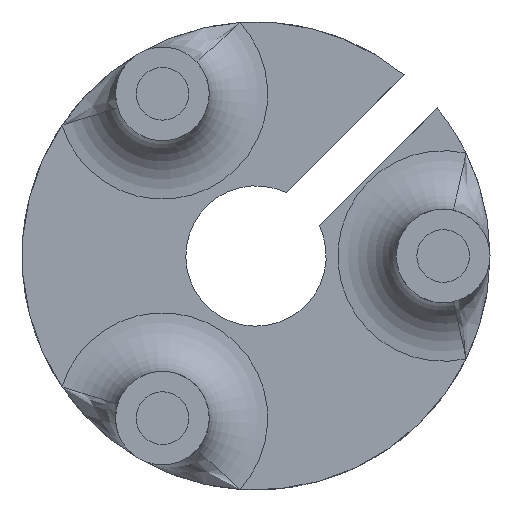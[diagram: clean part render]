
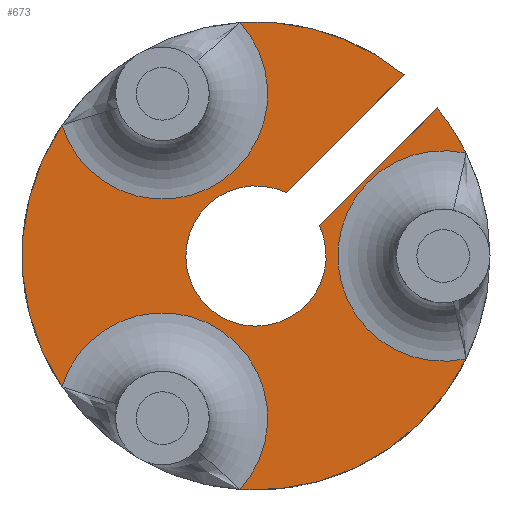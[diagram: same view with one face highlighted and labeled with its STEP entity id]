
A CAD part, front view. The second image highlights one B-rep face of the part: STEP entity #673.
In plain terms, the highlighted planar face has unit normal (0, -1, 0).
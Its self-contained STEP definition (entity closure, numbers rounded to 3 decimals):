
#37=CIRCLE('',#738,6.);
#39=CIRCLE('',#741,20.);
#40=CIRCLE('',#742,9.);
#41=CIRCLE('',#743,20.);
#42=CIRCLE('',#744,9.);
#43=CIRCLE('',#745,20.);
#44=CIRCLE('',#746,9.);
#45=CIRCLE('',#747,20.);
#127=FACE_OUTER_BOUND('',#170,.T.);
#170=EDGE_LOOP('',(#468,#469,#470,#471,#472,#473,#474,#475,#476,#477));
#213=LINE('',#1078,#245);
#223=LINE('',#1098,#255);
#245=VECTOR('',#839,10.);
#255=VECTOR('',#851,10.);
#276=VERTEX_POINT('',#1074);
#278=VERTEX_POINT('',#1077);
#283=VERTEX_POINT('',#1088);
#287=VERTEX_POINT('',#1096);
#290=VERTEX_POINT('',#1109);
#291=VERTEX_POINT('',#1111);
#292=VERTEX_POINT('',#1113);
#293=VERTEX_POINT('',#1115);
#294=VERTEX_POINT('',#1117);
#295=VERTEX_POINT('',#1119);
#344=EDGE_CURVE('',#278,#276,#213,.T.);
#354=EDGE_CURVE('',#283,#287,#223,.T.);
#358=EDGE_CURVE('',#276,#283,#37,.T.);
#360=EDGE_CURVE('',#287,#290,#39,.T.);
#361=EDGE_CURVE('',#291,#290,#40,.T.);
#362=EDGE_CURVE('',#291,#292,#41,.T.);
#363=EDGE_CURVE('',#293,#292,#42,.T.);
#364=EDGE_CURVE('',#293,#294,#43,.T.);
#365=EDGE_CURVE('',#295,#294,#44,.T.);
#366=EDGE_CURVE('',#295,#278,#45,.T.);
#468=ORIENTED_EDGE('',*,*,#354,.T.);
#469=ORIENTED_EDGE('',*,*,#360,.T.);
#470=ORIENTED_EDGE('',*,*,#361,.F.);
#471=ORIENTED_EDGE('',*,*,#362,.T.);
#472=ORIENTED_EDGE('',*,*,#363,.F.);
#473=ORIENTED_EDGE('',*,*,#364,.T.);
#474=ORIENTED_EDGE('',*,*,#365,.F.);
#475=ORIENTED_EDGE('',*,*,#366,.T.);
#476=ORIENTED_EDGE('',*,*,#344,.T.);
#477=ORIENTED_EDGE('',*,*,#358,.T.);
#660=PLANE('',#740);
#673=ADVANCED_FACE('',(#127),#660,.T.);
#738=AXIS2_PLACEMENT_3D('',#1106,#861,#862);
#740=AXIS2_PLACEMENT_3D('',#1108,#865,#866);
#741=AXIS2_PLACEMENT_3D('',#1110,#867,#868);
#742=AXIS2_PLACEMENT_3D('',#1112,#869,#870);
#743=AXIS2_PLACEMENT_3D('',#1114,#871,#872);
#744=AXIS2_PLACEMENT_3D('',#1116,#873,#874);
#745=AXIS2_PLACEMENT_3D('',#1118,#875,#876);
#746=AXIS2_PLACEMENT_3D('',#1120,#877,#878);
#747=AXIS2_PLACEMENT_3D('',#1121,#879,#880);
#839=DIRECTION('',(-0.707,0.,-0.707));
#851=DIRECTION('',(0.707,0.,0.707));
#861=DIRECTION('center_axis',(0.,1.,0.));
#862=DIRECTION('ref_axis',(1.,0.,0.));
#865=DIRECTION('center_axis',(0.,-1.,0.));
#866=DIRECTION('ref_axis',(0.,0.,-1.));
#867=DIRECTION('center_axis',(0.,-1.,0.));
#868=DIRECTION('ref_axis',(1.,0.,0.));
#869=DIRECTION('center_axis',(0.,-1.,0.));
#870=DIRECTION('ref_axis',(0.5,0.,-0.866));
#871=DIRECTION('center_axis',(0.,-1.,0.));
#872=DIRECTION('ref_axis',(1.,0.,0.));
#873=DIRECTION('center_axis',(0.,-1.,0.));
#874=DIRECTION('ref_axis',(0.5,0.,0.866));
#875=DIRECTION('center_axis',(0.,-1.,0.));
#876=DIRECTION('ref_axis',(1.,0.,0.));
#877=DIRECTION('center_axis',(0.,-1.,0.));
#878=DIRECTION('ref_axis',(-1.,0.,0.));
#879=DIRECTION('center_axis',(0.,-1.,0.));
#880=DIRECTION('ref_axis',(1.,0.,0.));
#1074=CARTESIAN_POINT('',(5.414,-2.,2.586));
#1077=CARTESIAN_POINT('',(15.485,-2.,12.657));
#1078=CARTESIAN_POINT('',(14.737,-2.,11.908));
#1088=CARTESIAN_POINT('',(2.586,-2.,5.414));
#1096=CARTESIAN_POINT('',(12.657,-2.,15.485));
#1098=CARTESIAN_POINT('',(-1.414,-2.,1.414));
#1106=CARTESIAN_POINT('Origin',(0.,-2.,0.));
#1108=CARTESIAN_POINT('Origin',(0.,-2.,0.));
#1109=CARTESIAN_POINT('',(-1.379,-2.,19.952));
#1110=CARTESIAN_POINT('Origin',(0.,-2.,0.));
#1111=CARTESIAN_POINT('',(-16.59,-2.,11.17));
#1112=CARTESIAN_POINT('Origin',(-8.,-2.,13.856));
#1113=CARTESIAN_POINT('',(-16.59,-2.,-11.17));
#1114=CARTESIAN_POINT('Origin',(0.,-2.,0.));
#1115=CARTESIAN_POINT('',(-1.379,-2.,-19.952));
#1116=CARTESIAN_POINT('Origin',(-8.,-2.,-13.856));
#1117=CARTESIAN_POINT('',(17.969,-2.,-8.782));
#1118=CARTESIAN_POINT('Origin',(0.,-2.,0.));
#1119=CARTESIAN_POINT('',(17.969,-2.,8.782));
#1120=CARTESIAN_POINT('Origin',(16.,-2.,0.));
#1121=CARTESIAN_POINT('Origin',(0.,-2.,0.));
